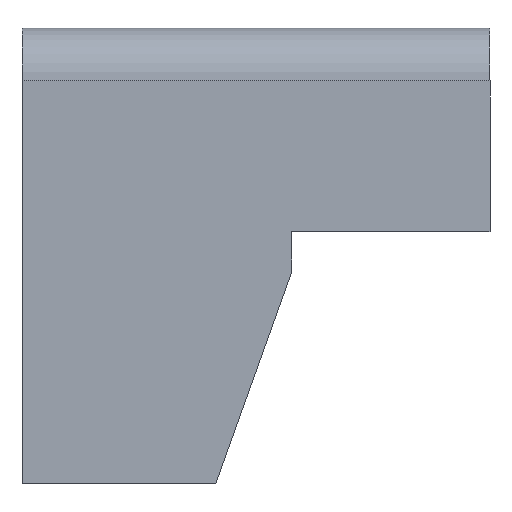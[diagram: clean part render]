
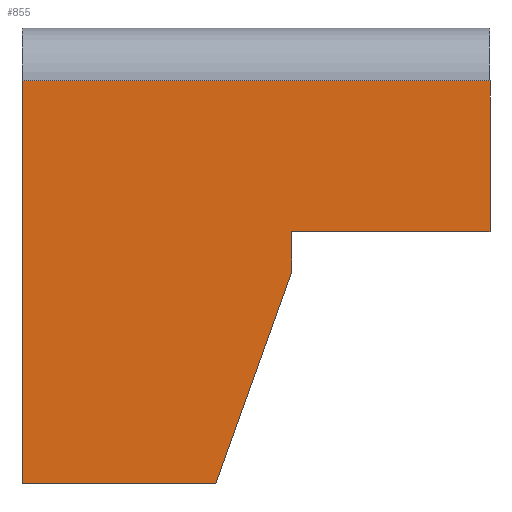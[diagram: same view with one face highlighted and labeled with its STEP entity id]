
A CAD part, left-side view. The second image highlights one B-rep face of the part: STEP entity #855.
In plain terms, the highlighted planar face has unit normal (-1, 0, 0).
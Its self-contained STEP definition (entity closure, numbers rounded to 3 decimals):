
#129=FACE_OUTER_BOUND('',#178,.T.);
#178=EDGE_LOOP('',(#777,#778,#779,#780,#781,#782,#783));
#231=LINE('',#1529,#308);
#235=LINE('',#1560,#312);
#244=LINE('',#1578,#321);
#247=LINE('',#1582,#324);
#250=LINE('',#1588,#327);
#254=LINE('',#1600,#331);
#255=LINE('',#1603,#332);
#308=VECTOR('',#998,10.);
#312=VECTOR('',#1032,10.);
#321=VECTOR('',#1047,10.);
#324=VECTOR('',#1052,10.);
#327=VECTOR('',#1059,10.);
#331=VECTOR('',#1073,10.);
#332=VECTOR('',#1078,10.);
#388=VERTEX_POINT('',#1519);
#392=VERTEX_POINT('',#1527);
#403=VERTEX_POINT('',#1557);
#404=VERTEX_POINT('',#1559);
#409=VERTEX_POINT('',#1575);
#410=VERTEX_POINT('',#1577);
#414=VERTEX_POINT('',#1599);
#501=EDGE_CURVE('',#388,#392,#231,.T.);
#515=EDGE_CURVE('',#404,#403,#235,.T.);
#524=EDGE_CURVE('',#409,#410,#244,.T.);
#527=EDGE_CURVE('',#388,#409,#247,.T.);
#530=EDGE_CURVE('',#403,#410,#250,.T.);
#535=EDGE_CURVE('',#414,#392,#254,.T.);
#537=EDGE_CURVE('',#414,#404,#255,.T.);
#777=ORIENTED_EDGE('',*,*,#524,.F.);
#778=ORIENTED_EDGE('',*,*,#527,.F.);
#779=ORIENTED_EDGE('',*,*,#501,.T.);
#780=ORIENTED_EDGE('',*,*,#535,.F.);
#781=ORIENTED_EDGE('',*,*,#537,.T.);
#782=ORIENTED_EDGE('',*,*,#515,.T.);
#783=ORIENTED_EDGE('',*,*,#530,.T.);
#809=PLANE('',#913);
#855=ADVANCED_FACE('',(#129),#809,.F.);
#913=AXIS2_PLACEMENT_3D('',#1604,#1079,#1080);
#998=DIRECTION('',(0.,0.,1.));
#1032=DIRECTION('',(0.,-1.,0.));
#1047=DIRECTION('',(0.,0.,-1.));
#1052=DIRECTION('',(0.,1.,0.));
#1059=DIRECTION('',(0.,-0.337,0.942));
#1073=DIRECTION('',(0.,-1.,0.));
#1078=DIRECTION('',(0.,0.,-1.));
#1079=DIRECTION('center_axis',(1.,0.,0.));
#1080=DIRECTION('ref_axis',(0.,0.,-1.));
#1519=CARTESIAN_POINT('',(13.68,15.544,-32.049));
#1527=CARTESIAN_POINT('',(13.68,15.544,-28.349));
#1529=CARTESIAN_POINT('',(13.68,15.544,-31.549));
#1557=CARTESIAN_POINT('',(13.68,22.282,-38.252));
#1559=CARTESIAN_POINT('',(13.68,27.044,-38.252));
#1560=CARTESIAN_POINT('',(13.68,27.044,-38.252));
#1575=CARTESIAN_POINT('',(13.68,20.42,-32.049));
#1577=CARTESIAN_POINT('',(13.68,20.42,-33.049));
#1578=CARTESIAN_POINT('',(13.68,20.42,-30.699));
#1582=CARTESIAN_POINT('',(13.68,20.269,-32.049));
#1588=CARTESIAN_POINT('',(13.68,19.594,-30.741));
#1599=CARTESIAN_POINT('',(13.68,27.044,-28.349));
#1600=CARTESIAN_POINT('',(13.68,17.544,-28.349));
#1603=CARTESIAN_POINT('',(13.68,27.044,-28.349));
#1604=CARTESIAN_POINT('Origin',(13.68,19.244,-28.349));
